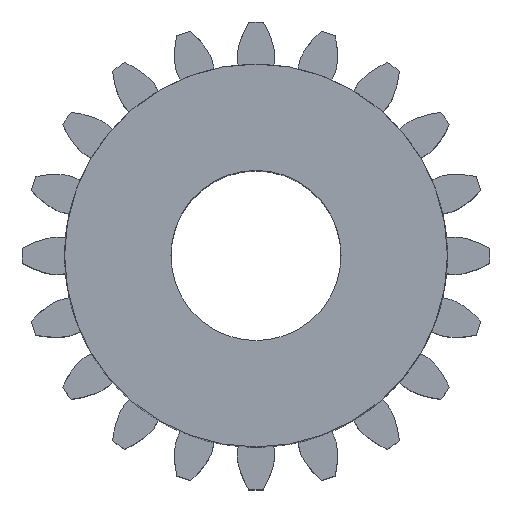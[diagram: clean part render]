
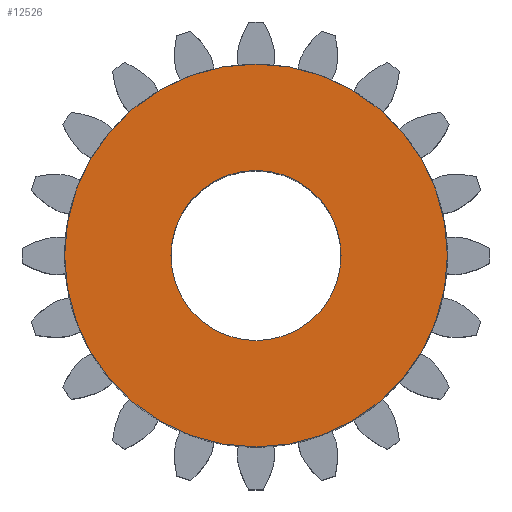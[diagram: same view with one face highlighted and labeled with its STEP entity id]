
A CAD part, top view. The second image highlights one B-rep face of the part: STEP entity #12526.
In plain terms, the highlighted planar face has unit normal (0, 0, 1).
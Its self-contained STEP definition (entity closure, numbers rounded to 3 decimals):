
#4203 = CYLINDRICAL_SURFACE('',#4204,2.);
#4204 = AXIS2_PLACEMENT_3D('',#4205,#4206,#4207);
#4205 = CARTESIAN_POINT('',(0.,0.,9.));
#4206 = DIRECTION('',(0.,0.,1.));
#4207 = DIRECTION('',(1.,0.,-0.));
#4261 = CYLINDRICAL_SURFACE('',#4262,4.5);
#4262 = AXIS2_PLACEMENT_3D('',#4263,#4264,#4265);
#4263 = CARTESIAN_POINT('',(0.,0.,4.));
#4264 = DIRECTION('',(-0.,-0.,-1.));
#4265 = DIRECTION('',(1.,0.,0.));
#11255 = EDGE_CURVE('',#11256,#11256,#11258,.T.);
#11256 = VERTEX_POINT('',#11257);
#11257 = CARTESIAN_POINT('',(2.,0.,9.));
#11258 = SURFACE_CURVE('',#11259,(#11264,#11271),.PCURVE_S1.);
#11259 = CIRCLE('',#11260,2.);
#11260 = AXIS2_PLACEMENT_3D('',#11261,#11262,#11263);
#11261 = CARTESIAN_POINT('',(0.,0.,9.));
#11262 = DIRECTION('',(0.,0.,1.));
#11263 = DIRECTION('',(1.,0.,0.));
#11264 = PCURVE('',#4203,#11265);
#11265 = DEFINITIONAL_REPRESENTATION('',(#11266),#11270);
#11266 = LINE('',#11267,#11268);
#11267 = CARTESIAN_POINT('',(0.,0.));
#11268 = VECTOR('',#11269,1.);
#11269 = DIRECTION('',(1.,0.));
#11270 = ( GEOMETRIC_REPRESENTATION_CONTEXT(2) 
PARAMETRIC_REPRESENTATION_CONTEXT() REPRESENTATION_CONTEXT('2D SPACE',''
  ) );
#11271 = PCURVE('',#11272,#11277);
#11272 = PLANE('',#11273);
#11273 = AXIS2_PLACEMENT_3D('',#11274,#11275,#11276);
#11274 = CARTESIAN_POINT('',(0.,0.,9.));
#11275 = DIRECTION('',(0.,0.,1.));
#11276 = DIRECTION('',(1.,0.,0.));
#11277 = DEFINITIONAL_REPRESENTATION('',(#11278),#11282);
#11278 = CIRCLE('',#11279,2.);
#11279 = AXIS2_PLACEMENT_2D('',#11280,#11281);
#11280 = CARTESIAN_POINT('',(0.,0.));
#11281 = DIRECTION('',(1.,0.));
#11282 = ( GEOMETRIC_REPRESENTATION_CONTEXT(2) 
PARAMETRIC_REPRESENTATION_CONTEXT() REPRESENTATION_CONTEXT('2D SPACE',''
  ) );
#11312 = VERTEX_POINT('',#11313);
#11313 = CARTESIAN_POINT('',(4.5,0.,9.));
#11334 = EDGE_CURVE('',#11312,#11312,#11335,.T.);
#11335 = SURFACE_CURVE('',#11336,(#11341,#11348),.PCURVE_S1.);
#11336 = CIRCLE('',#11337,4.5);
#11337 = AXIS2_PLACEMENT_3D('',#11338,#11339,#11340);
#11338 = CARTESIAN_POINT('',(0.,0.,9.));
#11339 = DIRECTION('',(0.,0.,1.));
#11340 = DIRECTION('',(1.,0.,0.));
#11341 = PCURVE('',#4261,#11342);
#11342 = DEFINITIONAL_REPRESENTATION('',(#11343),#11347);
#11343 = LINE('',#11344,#11345);
#11344 = CARTESIAN_POINT('',(-0.,-5.));
#11345 = VECTOR('',#11346,1.);
#11346 = DIRECTION('',(-1.,0.));
#11347 = ( GEOMETRIC_REPRESENTATION_CONTEXT(2) 
PARAMETRIC_REPRESENTATION_CONTEXT() REPRESENTATION_CONTEXT('2D SPACE',''
  ) );
#11348 = PCURVE('',#11272,#11349);
#11349 = DEFINITIONAL_REPRESENTATION('',(#11350),#11354);
#11350 = CIRCLE('',#11351,4.5);
#11351 = AXIS2_PLACEMENT_2D('',#11352,#11353);
#11352 = CARTESIAN_POINT('',(0.,0.));
#11353 = DIRECTION('',(1.,0.));
#11354 = ( GEOMETRIC_REPRESENTATION_CONTEXT(2) 
PARAMETRIC_REPRESENTATION_CONTEXT() REPRESENTATION_CONTEXT('2D SPACE',''
  ) );
#12526 = ADVANCED_FACE('',(#12527,#12530),#11272,.T.);
#12527 = FACE_BOUND('',#12528,.T.);
#12528 = EDGE_LOOP('',(#12529));
#12529 = ORIENTED_EDGE('',*,*,#11334,.T.);
#12530 = FACE_BOUND('',#12531,.T.);
#12531 = EDGE_LOOP('',(#12532));
#12532 = ORIENTED_EDGE('',*,*,#11255,.F.);
